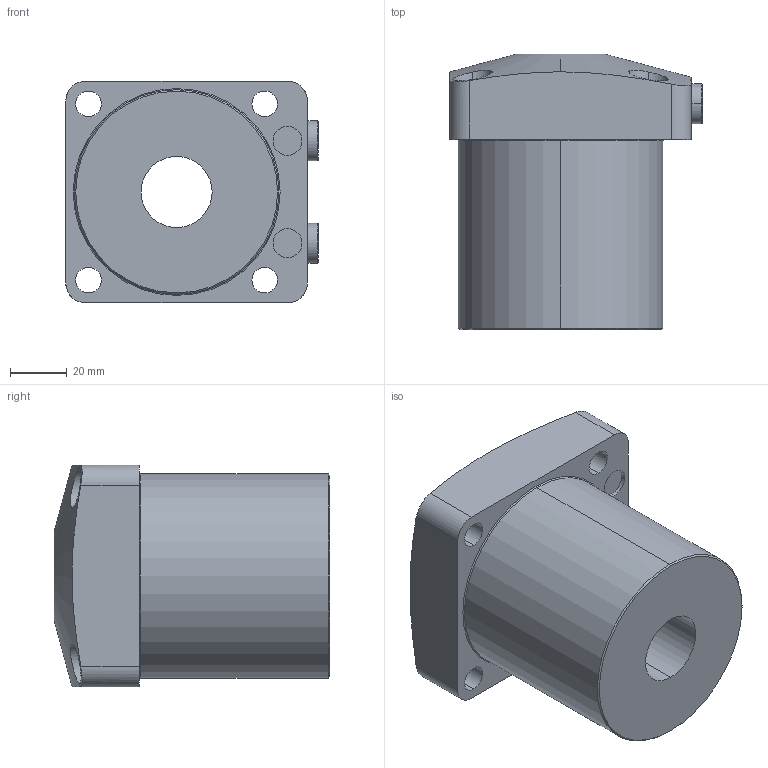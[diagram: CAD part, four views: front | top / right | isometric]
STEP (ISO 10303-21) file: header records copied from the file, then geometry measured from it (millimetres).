
FILE_DESCRIPTION (( 'STEP AP214' ), '1' );
FILE_NAME ('CST25-C.STEP', '2007-12-05T01:09:56', ( 'パスカルエンジニアリング' ), ( '' ), 'SwSTEP 2.0', 'SolidWorks 2004334', '' );
FILE_SCHEMA (( 'AUTOMOTIVE_DESIGN' ));
Length unit declared in the file: millimetre
Products named in the file (3): CST25-C_蹬怮椔; CST25-C; BSPP-G1-8(僶僀僩儞)_棉太倌
Assembly tree (3 placements, depth 2):
  CST25-C
    BSPP-G1-8(僶僀僩儞)_棉太倌  x2
    CST25-C_蹬怮椔
Bounding box: 88.8 x 97 x 78 mm (x, y, z)
Volume: 384515.6 mm3; surface area: 47129.1 mm2
Topology: 3 solids, 3 shells, 111 faces, 250 edges, 160 vertices
Faces by surface type: cylinder 54, plane 39, cone 12, torus 6
Entity records: 3125 total; most frequent: CARTESIAN_POINT 952, DIRECTION 466, ORIENTED_EDGE 408, EDGE_CURVE 204, AXIS2_PLACEMENT_3D 193, VERTEX_POINT 132, EDGE_LOOP 112, CIRCLE 98
